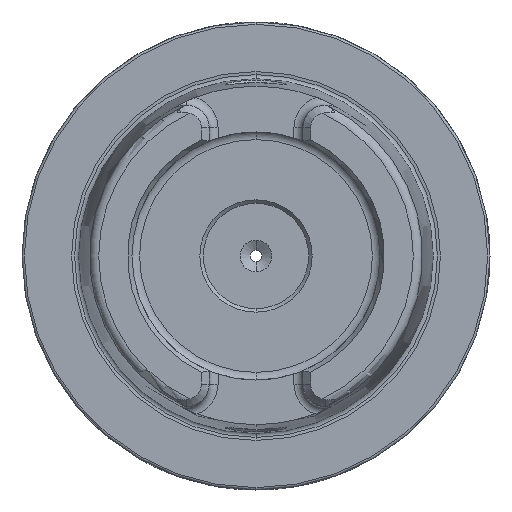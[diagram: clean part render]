
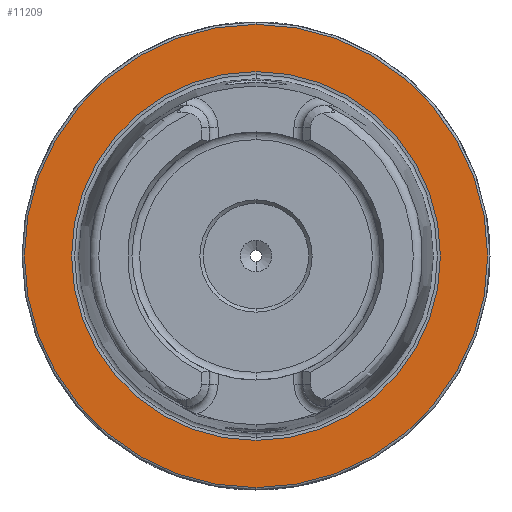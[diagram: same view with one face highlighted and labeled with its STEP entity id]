
A CAD part, left-side view. The second image highlights one B-rep face of the part: STEP entity #11209.
In plain terms, the highlighted planar face has unit normal (-1, 0, 0).
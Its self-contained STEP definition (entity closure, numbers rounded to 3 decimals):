
#257 = AXIS2_PLACEMENT_3D ( 'NONE', #17875, #17872, #17880 ) ;
#547 = CIRCLE ( 'NONE', #548, 49.5 ) ;
#548 = AXIS2_PLACEMENT_3D ( 'NONE', #4143, #4144, #4145 ) ;
#3143 = EDGE_CURVE ( 'NONE', #9567, #9569, #15402, .T. ) ;
#4143 = CARTESIAN_POINT ( 'NONE',  ( 0., 0., 0. ) ) ;
#4144 = DIRECTION ( 'NONE',  ( -1., 0., 0. ) ) ;
#4145 = DIRECTION ( 'NONE',  ( 0., 0., 1. ) ) ;
#5061 = DIRECTION ( 'NONE',  ( 0., 0., 1. ) ) ;
#5063 = DIRECTION ( 'NONE',  ( -1., 0., 0. ) ) ;
#5064 = CARTESIAN_POINT ( 'NONE',  ( 0., 0., 0. ) ) ;
#5600 = EDGE_LOOP ( 'NONE', ( #10178, #10179 ) ) ;
#5615 = EDGE_LOOP ( 'NONE', ( #10173, #10174 ) ) ;
#8632 = AXIS2_PLACEMENT_3D ( 'NONE', #11491, #11490, #11489 ) ;
#8644 = CIRCLE ( 'NONE', #8632, 39.405 ) ;
#9562 = VERTEX_POINT ( 'NONE', #15427 ) ;
#9563 = VERTEX_POINT ( 'NONE', #15425 ) ;
#9567 = VERTEX_POINT ( 'NONE', #15599 ) ;
#9569 = VERTEX_POINT ( 'NONE', #11592 ) ;
#10173 = ORIENTED_EDGE ( 'NONE', *, *, #10860, .F. ) ;
#10174 = ORIENTED_EDGE ( 'NONE', *, *, #11841, .F. ) ;
#10178 = ORIENTED_EDGE ( 'NONE', *, *, #3143, .T. ) ;
#10179 = ORIENTED_EDGE ( 'NONE', *, *, #10978, .T. ) ;
#10860 = EDGE_CURVE ( 'NONE', #9562, #9563, #8644, .T. ) ;
#10978 = EDGE_CURVE ( 'NONE', #9569, #9567, #547, .T. ) ;
#11209 = ADVANCED_FACE ( 'NONE', ( #17870, #17877 ), #17878, .F. ) ;
#11489 = DIRECTION ( 'NONE',  ( 0., 0., 1. ) ) ;
#11490 = DIRECTION ( 'NONE',  ( -1., 0., 0. ) ) ;
#11491 = CARTESIAN_POINT ( 'NONE',  ( 0., 0., 0. ) ) ;
#11592 = CARTESIAN_POINT ( 'NONE',  ( 0., 0., -49.5 ) ) ;
#11841 = EDGE_CURVE ( 'NONE', #9563, #9562, #17675, .T. ) ;
#15402 = CIRCLE ( 'NONE', #15405, 49.5 ) ;
#15405 = AXIS2_PLACEMENT_3D ( 'NONE', #5064, #5063, #5061 ) ;
#15425 = CARTESIAN_POINT ( 'NONE',  ( 0., 0., -39.405 ) ) ;
#15427 = CARTESIAN_POINT ( 'NONE',  ( 0., 0., 39.405 ) ) ;
#15599 = CARTESIAN_POINT ( 'NONE',  ( 0., 0., 49.5 ) ) ;
#17675 = CIRCLE ( 'NONE', #17679, 39.405 ) ;
#17679 = AXIS2_PLACEMENT_3D ( 'NONE', #18141, #18142, #18143 ) ;
#17870 = FACE_BOUND ( 'NONE', #5615, .T. ) ;
#17872 = DIRECTION ( 'NONE',  ( 1., 0., 0. ) ) ;
#17875 = CARTESIAN_POINT ( 'NONE',  ( 0., 49.5, 0. ) ) ;
#17877 = FACE_OUTER_BOUND ( 'NONE', #5600, .T. ) ;
#17878 = PLANE ( 'NONE',  #257 ) ;
#17880 = DIRECTION ( 'NONE',  ( 0., 0., -1. ) ) ;
#18141 = CARTESIAN_POINT ( 'NONE',  ( 0., 0., 0. ) ) ;
#18142 = DIRECTION ( 'NONE',  ( -1., 0., 0. ) ) ;
#18143 = DIRECTION ( 'NONE',  ( 0., 0., 1. ) ) ;
